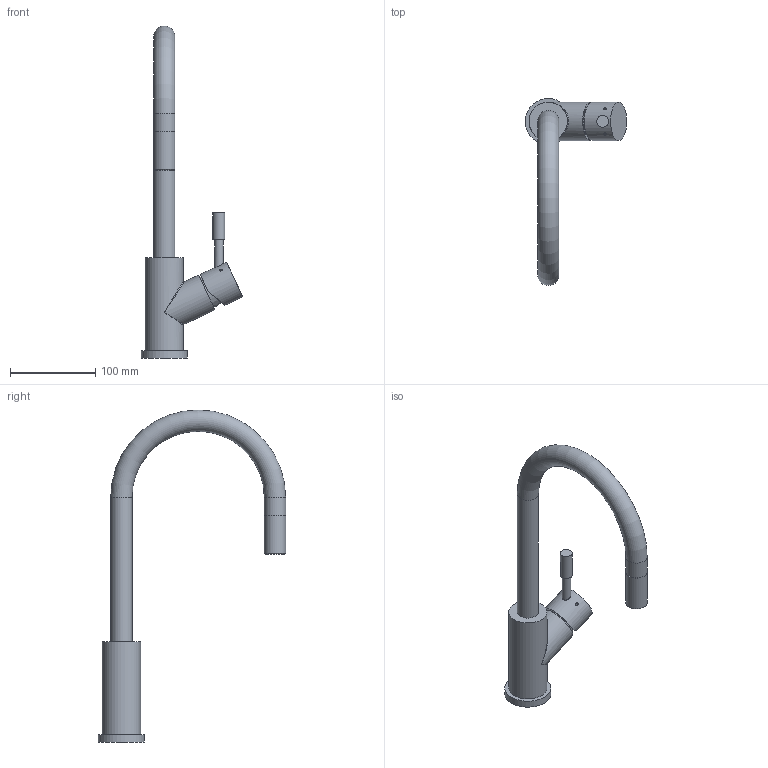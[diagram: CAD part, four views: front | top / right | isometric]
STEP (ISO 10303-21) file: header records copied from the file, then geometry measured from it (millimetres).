
FILE_DESCRIPTION(/* description */ (''),/* implementation_level */ '2;1');
FILE_NAME(/* name */ '3D_925400_UmbrellaFlex.step',/* time_stamp */ '2023-01-23T10:35:22+01:00',/* author */ (''),/* organization */ (''),/* preprocessor_version */ 'ST-DEVELOPER v19.2',/* originating_system */ 'Autodesk Translation Framework v11.17.0.187',/* authorisation */ '');
FILE_SCHEMA (('AUTOMOTIVE_DESIGN { 1 0 10303 214 3 1 1 }'));
Length unit declared in the file: millimetre
Products named in the file (1): (Nicht gespeichert)
Bounding box: 118.98 x 219.5 x 389 mm (x, y, z)
Volume: 563380.9 mm3; surface area: 75361.6 mm2
Topology: 1 solids, 1 shells, 33 faces, 67 edges, 43 vertices
Faces by surface type: plane 12, cylinder 12, bspline 5, cone 3, torus 1
Full cylindrical faces by diameter (mm): 3 x2, 10 x1, 14 x1, 23 x1, 25 x3, 45 x3, 54 x1
Entity records: 2545 total; most frequent: CARTESIAN_POINT 1834, DIRECTION 140, ORIENTED_EDGE 130, EDGE_CURVE 65, AXIS2_PLACEMENT_3D 61, VERTEX_POINT 43, EDGE_LOOP 42, FACE_OUTER_BOUND 33
